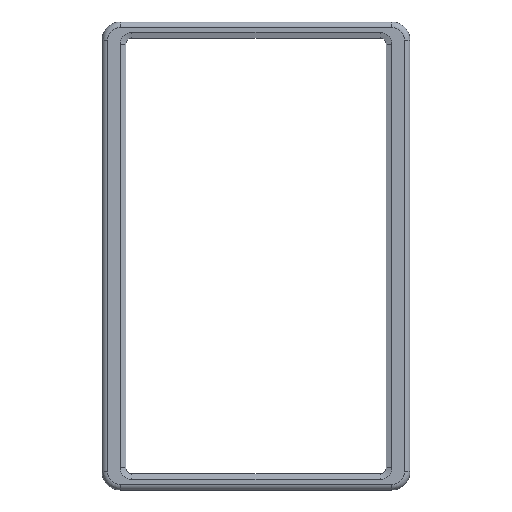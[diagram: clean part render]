
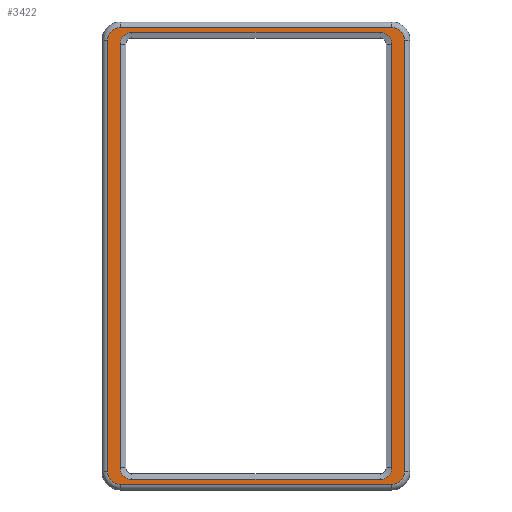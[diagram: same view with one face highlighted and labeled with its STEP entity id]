
A CAD part, top view. The second image highlights one B-rep face of the part: STEP entity #3422.
In plain terms, the highlighted planar face has unit normal (0, 0, 1).
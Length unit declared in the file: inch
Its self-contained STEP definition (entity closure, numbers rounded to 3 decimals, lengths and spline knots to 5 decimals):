
#59=FACE_BOUND('',#511,.T.);
#104=PLANE('',#3831);
#297=FACE_OUTER_BOUND('',#510,.T.);
#510=EDGE_LOOP('',(#2817,#2818,#2819,#2820,#2821,#2822,#2823,#2824));
#511=EDGE_LOOP('',(#2825,#2826,#2827,#2828,#2829,#2830,#2831,#2832));
#804=LINE('',#5826,#1103);
#805=LINE('',#5834,#1104);
#806=LINE('',#5842,#1105);
#807=LINE('',#5848,#1106);
#808=LINE('',#5852,#1107);
#809=LINE('',#5856,#1108);
#810=LINE('',#5860,#1109);
#811=LINE('',#5864,#1110);
#1103=VECTOR('',#4757,0.3937);
#1104=VECTOR('',#4768,0.3937);
#1105=VECTOR('',#4779,0.3937);
#1106=VECTOR('',#4788,0.3937);
#1107=VECTOR('',#4791,0.3937);
#1108=VECTOR('',#4794,0.3937);
#1109=VECTOR('',#4797,0.3937);
#1110=VECTOR('',#4800,0.3937);
#1343=CIRCLE('',#3813,0.25689);
#1346=CIRCLE('',#3818,0.25689);
#1349=CIRCLE('',#3823,0.25689);
#1352=CIRCLE('',#3828,0.25689);
#1354=CIRCLE('',#3832,0.24311);
#1355=CIRCLE('',#3833,0.24311);
#1356=CIRCLE('',#3834,0.24311);
#1357=CIRCLE('',#3835,0.24311);
#1627=VERTEX_POINT('',#5818);
#1628=VERTEX_POINT('',#5820);
#1629=VERTEX_POINT('',#5824);
#1630=VERTEX_POINT('',#5828);
#1631=VERTEX_POINT('',#5832);
#1632=VERTEX_POINT('',#5836);
#1633=VERTEX_POINT('',#5840);
#1634=VERTEX_POINT('',#5844);
#1635=VERTEX_POINT('',#5850);
#1636=VERTEX_POINT('',#5851);
#1637=VERTEX_POINT('',#5853);
#1638=VERTEX_POINT('',#5855);
#1639=VERTEX_POINT('',#5857);
#1640=VERTEX_POINT('',#5859);
#1641=VERTEX_POINT('',#5861);
#1642=VERTEX_POINT('',#5863);
#2065=EDGE_CURVE('',#1627,#1628,#1343,.T.);
#2068=EDGE_CURVE('',#1628,#1629,#804,.T.);
#2069=EDGE_CURVE('',#1629,#1630,#1346,.T.);
#2072=EDGE_CURVE('',#1630,#1631,#805,.T.);
#2073=EDGE_CURVE('',#1631,#1632,#1349,.T.);
#2076=EDGE_CURVE('',#1632,#1633,#806,.T.);
#2077=EDGE_CURVE('',#1633,#1634,#1352,.T.);
#2079=EDGE_CURVE('',#1634,#1627,#807,.T.);
#2080=EDGE_CURVE('',#1635,#1636,#808,.T.);
#2081=EDGE_CURVE('',#1637,#1635,#1354,.T.);
#2082=EDGE_CURVE('',#1638,#1637,#809,.T.);
#2083=EDGE_CURVE('',#1639,#1638,#1355,.T.);
#2084=EDGE_CURVE('',#1640,#1639,#810,.T.);
#2085=EDGE_CURVE('',#1641,#1640,#1356,.T.);
#2086=EDGE_CURVE('',#1642,#1641,#811,.T.);
#2087=EDGE_CURVE('',#1636,#1642,#1357,.T.);
#2817=ORIENTED_EDGE('',*,*,#2065,.F.);
#2818=ORIENTED_EDGE('',*,*,#2079,.F.);
#2819=ORIENTED_EDGE('',*,*,#2077,.F.);
#2820=ORIENTED_EDGE('',*,*,#2076,.F.);
#2821=ORIENTED_EDGE('',*,*,#2073,.F.);
#2822=ORIENTED_EDGE('',*,*,#2072,.F.);
#2823=ORIENTED_EDGE('',*,*,#2069,.F.);
#2824=ORIENTED_EDGE('',*,*,#2068,.F.);
#2825=ORIENTED_EDGE('',*,*,#2080,.F.);
#2826=ORIENTED_EDGE('',*,*,#2081,.F.);
#2827=ORIENTED_EDGE('',*,*,#2082,.F.);
#2828=ORIENTED_EDGE('',*,*,#2083,.F.);
#2829=ORIENTED_EDGE('',*,*,#2084,.F.);
#2830=ORIENTED_EDGE('',*,*,#2085,.F.);
#2831=ORIENTED_EDGE('',*,*,#2086,.F.);
#2832=ORIENTED_EDGE('',*,*,#2087,.F.);
#3422=ADVANCED_FACE('',(#297,#59),#104,.T.);
#3813=AXIS2_PLACEMENT_3D('',#5821,#4749,#4750);
#3818=AXIS2_PLACEMENT_3D('',#5829,#4760,#4761);
#3823=AXIS2_PLACEMENT_3D('',#5837,#4771,#4772);
#3828=AXIS2_PLACEMENT_3D('',#5845,#4782,#4783);
#3831=AXIS2_PLACEMENT_3D('',#5849,#4789,#4790);
#3832=AXIS2_PLACEMENT_3D('',#5854,#4792,#4793);
#3833=AXIS2_PLACEMENT_3D('',#5858,#4795,#4796);
#3834=AXIS2_PLACEMENT_3D('',#5862,#4798,#4799);
#3835=AXIS2_PLACEMENT_3D('',#5865,#4801,#4802);
#4749=DIRECTION('center_axis',(0.,0.,-1.));
#4750=DIRECTION('ref_axis',(0.707,-0.707,0.));
#4757=DIRECTION('',(-1.,0.,0.));
#4760=DIRECTION('center_axis',(0.,0.,-1.));
#4761=DIRECTION('ref_axis',(-0.707,-0.707,0.));
#4768=DIRECTION('',(0.,1.,0.));
#4771=DIRECTION('center_axis',(0.,0.,-1.));
#4772=DIRECTION('ref_axis',(-0.707,0.707,0.));
#4779=DIRECTION('',(1.,0.,0.));
#4782=DIRECTION('center_axis',(0.,0.,-1.));
#4783=DIRECTION('ref_axis',(0.707,0.707,0.));
#4788=DIRECTION('',(0.,-1.,0.));
#4789=DIRECTION('center_axis',(0.,0.,1.));
#4790=DIRECTION('ref_axis',(1.,0.,0.));
#4791=DIRECTION('',(0.,-1.,0.));
#4792=DIRECTION('center_axis',(0.,0.,1.));
#4793=DIRECTION('ref_axis',(-0.707,0.707,0.));
#4794=DIRECTION('',(-1.,0.,0.));
#4795=DIRECTION('center_axis',(0.,0.,1.));
#4796=DIRECTION('ref_axis',(0.707,0.707,0.));
#4797=DIRECTION('',(0.,1.,0.));
#4798=DIRECTION('center_axis',(0.,0.,1.));
#4799=DIRECTION('ref_axis',(0.707,-0.707,0.));
#4800=DIRECTION('',(1.,0.,0.));
#4801=DIRECTION('center_axis',(0.,0.,1.));
#4802=DIRECTION('ref_axis',(-0.707,-0.707,0.));
#5818=CARTESIAN_POINT('',(3.08071,-4.4872,0.11811));
#5820=CARTESIAN_POINT('',(2.82382,-4.74409,0.11811));
#5821=CARTESIAN_POINT('Origin',(2.82382,-4.4872,0.11811));
#5824=CARTESIAN_POINT('',(-2.82382,-4.74409,0.11811));
#5826=CARTESIAN_POINT('',(-1.59941,-4.74409,0.11811));
#5828=CARTESIAN_POINT('',(-3.08071,-4.4872,0.11811));
#5829=CARTESIAN_POINT('Origin',(-2.82382,-4.4872,0.11811));
#5832=CARTESIAN_POINT('',(-3.08071,4.4872,0.11811));
#5834=CARTESIAN_POINT('',(-3.08071,2.4311,0.11811));
#5836=CARTESIAN_POINT('',(-2.82382,4.74409,0.11811));
#5837=CARTESIAN_POINT('Origin',(-2.82382,4.4872,0.11811));
#5840=CARTESIAN_POINT('',(2.82382,4.74409,0.11811));
#5842=CARTESIAN_POINT('',(1.59941,4.74409,0.11811));
#5844=CARTESIAN_POINT('',(3.08071,4.4872,0.11811));
#5845=CARTESIAN_POINT('Origin',(2.82382,4.4872,0.11811));
#5848=CARTESIAN_POINT('',(3.08071,-2.4311,0.11811));
#5849=CARTESIAN_POINT('Origin',(0.,0.,0.11811));
#5850=CARTESIAN_POINT('',(-2.82323,4.40098,0.11811));
#5851=CARTESIAN_POINT('',(-2.82323,-4.40098,0.11811));
#5852=CARTESIAN_POINT('',(-2.82323,-2.26299,0.11811));
#5853=CARTESIAN_POINT('',(-2.58012,4.64409,0.11811));
#5854=CARTESIAN_POINT('Origin',(-2.58012,4.40098,0.11811));
#5855=CARTESIAN_POINT('',(2.58012,4.64409,0.11811));
#5856=CARTESIAN_POINT('',(-1.35256,4.64409,0.11811));
#5857=CARTESIAN_POINT('',(2.82323,4.40098,0.11811));
#5858=CARTESIAN_POINT('Origin',(2.58012,4.40098,0.11811));
#5859=CARTESIAN_POINT('',(2.82323,-4.40098,0.11811));
#5860=CARTESIAN_POINT('',(2.82323,2.26299,0.11811));
#5861=CARTESIAN_POINT('',(2.58012,-4.64409,0.11811));
#5862=CARTESIAN_POINT('Origin',(2.58012,-4.40098,0.11811));
#5863=CARTESIAN_POINT('',(-2.58012,-4.64409,0.11811));
#5864=CARTESIAN_POINT('',(1.35256,-4.64409,0.11811));
#5865=CARTESIAN_POINT('Origin',(-2.58012,-4.40098,0.11811));
